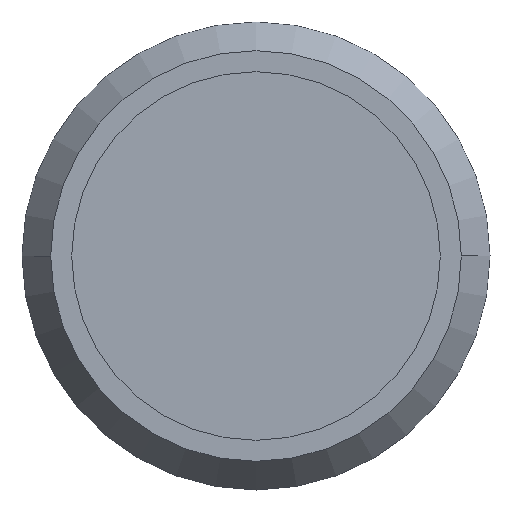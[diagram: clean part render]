
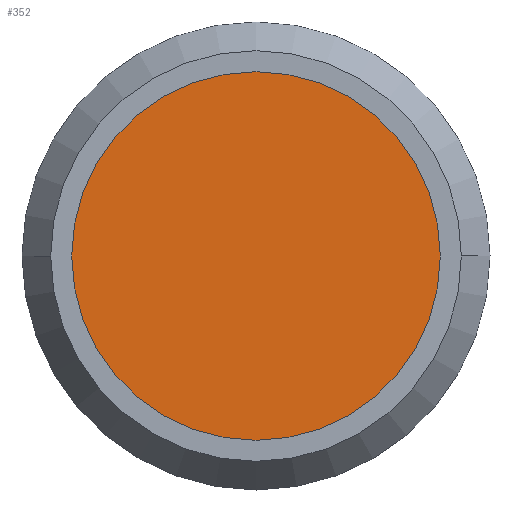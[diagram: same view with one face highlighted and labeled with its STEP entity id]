
A CAD part, left-side view. The second image highlights one B-rep face of the part: STEP entity #352.
In plain terms, the highlighted planar face has unit normal (-1, 0, 0).
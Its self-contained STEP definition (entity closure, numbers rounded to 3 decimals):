
#17 = DIRECTION ( 'NONE',  ( 0., -1., 0. ) ) ;
#29 = CARTESIAN_POINT ( 'NONE',  ( 3394.5, -157.5, 3350. ) ) ;
#32 = DIRECTION ( 'NONE',  ( -1., 0., 0. ) ) ;
#63 = DIRECTION ( 'NONE',  ( -1., 0., 0. ) ) ;
#65 = FACE_OUTER_BOUND ( 'NONE', #366, .T. ) ;
#98 = ORIENTED_EDGE ( 'NONE', *, *, #295, .T. ) ;
#110 = DIRECTION ( 'NONE',  ( 0., -1., 0. ) ) ;
#137 = AXIS2_PLACEMENT_3D ( 'NONE', #322, #63, #180 ) ;
#161 = CIRCLE ( 'NONE', #137, 157.5 ) ;
#168 = CARTESIAN_POINT ( 'NONE',  ( 3394.5, 157.5, 3350. ) ) ;
#180 = DIRECTION ( 'NONE',  ( 0., -1., 0. ) ) ;
#182 = CARTESIAN_POINT ( 'NONE',  ( 3394.5, -157.5, 3350. ) ) ;
#183 = VERTEX_POINT ( 'NONE', #29 ) ;
#191 = AXIS2_PLACEMENT_3D ( 'NONE', #251, #379, #110 ) ;
#232 = PLANE ( 'NONE',  #330 ) ;
#251 = CARTESIAN_POINT ( 'NONE',  ( 3394.5, 0., 3350. ) ) ;
#253 = CIRCLE ( 'NONE', #191, 157.5 ) ;
#295 = EDGE_CURVE ( 'NONE', #183, #356, #161, .T. ) ;
#306 = ORIENTED_EDGE ( 'NONE', *, *, #320, .T. ) ;
#320 = EDGE_CURVE ( 'NONE', #356, #183, #253, .T. ) ;
#322 = CARTESIAN_POINT ( 'NONE',  ( 3394.5, 0., 3350. ) ) ;
#330 = AXIS2_PLACEMENT_3D ( 'NONE', #182, #32, #17 ) ;
#352 = ADVANCED_FACE ( 'NONE', ( #65 ), #232, .T. ) ;
#356 = VERTEX_POINT ( 'NONE', #168 ) ;
#366 = EDGE_LOOP ( 'NONE', ( #98, #306 ) ) ;
#379 = DIRECTION ( 'NONE',  ( -1., 0., 0. ) ) ;
